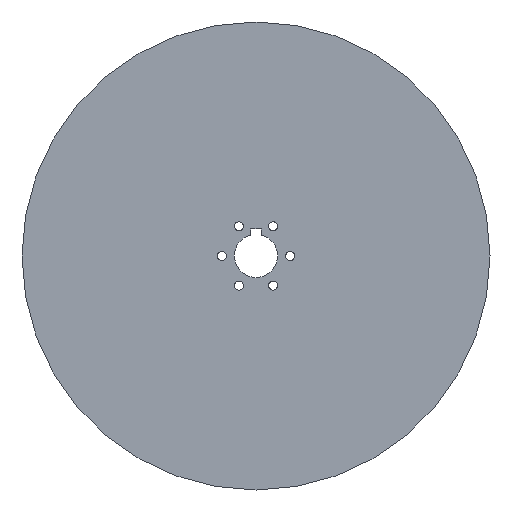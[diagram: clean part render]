
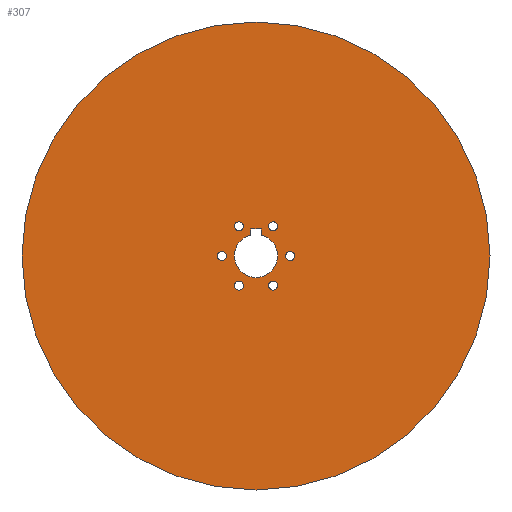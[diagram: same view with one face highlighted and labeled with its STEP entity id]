
A CAD part, left-side view. The second image highlights one B-rep face of the part: STEP entity #307.
In plain terms, the highlighted planar face has unit normal (-1, 0, 0).
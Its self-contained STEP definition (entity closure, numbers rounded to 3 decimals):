
#61=CARTESIAN_POINT('Vertex',(0.,130.,0.)) ;
#66=CARTESIAN_POINT('Axis2P3D Location',(0.,0.,0.)) ;
#70=CARTESIAN_POINT('Vertex',(0.,-130.,0.)) ;
#92=CARTESIAN_POINT('Axis2P3D Location',(0.,0.,0.)) ;
#120=CARTESIAN_POINT('Vertex',(0.,3.,15.)) ;
#134=CARTESIAN_POINT('Vertex',(0.,-3.,15.)) ;
#137=CARTESIAN_POINT('Line Origine',(0.,0.,15.)) ;
#149=CARTESIAN_POINT('Axis2P3D Location',(0.,0.,0.)) ;
#158=CARTESIAN_POINT('Line Origine',(0.,3.,13.309)) ;
#162=CARTESIAN_POINT('Vertex',(0.,3.,11.619)) ;
#165=CARTESIAN_POINT('Line Origine',(0.,-3.,13.309)) ;
#169=CARTESIAN_POINT('Vertex',(0.,-3.,11.619)) ;
#172=CARTESIAN_POINT('Axis2P3D Location',(0.,0.,0.)) ;
#176=CARTESIAN_POINT('Vertex',(0.,-12.,0.)) ;
#179=CARTESIAN_POINT('Axis2P3D Location',(0.,0.,0.)) ;
#183=CARTESIAN_POINT('Vertex',(0.,12.,0.)) ;
#186=CARTESIAN_POINT('Axis2P3D Location',(0.,0.,0.)) ;
#199=CARTESIAN_POINT('Axis2P3D Location',(0.,19.,0.)) ;
#203=CARTESIAN_POINT('Vertex',(0.,16.5,0.)) ;
#205=CARTESIAN_POINT('Vertex',(0.,21.5,0.)) ;
#208=CARTESIAN_POINT('Axis2P3D Location',(0.,19.,0.)) ;
#217=CARTESIAN_POINT('Axis2P3D Location',(0.,9.5,16.454)) ;
#221=CARTESIAN_POINT('Vertex',(0.,7.138,15.635)) ;
#223=CARTESIAN_POINT('Vertex',(0.,11.862,17.274)) ;
#226=CARTESIAN_POINT('Axis2P3D Location',(0.,9.5,16.454)) ;
#235=CARTESIAN_POINT('Axis2P3D Location',(0.,-9.5,16.454)) ;
#239=CARTESIAN_POINT('Vertex',(0.,-11.879,17.222)) ;
#241=CARTESIAN_POINT('Vertex',(0.,-7.121,15.687)) ;
#244=CARTESIAN_POINT('Axis2P3D Location',(0.,-9.5,16.454)) ;
#253=CARTESIAN_POINT('Axis2P3D Location',(0.,-19.,0.)) ;
#257=CARTESIAN_POINT('Vertex',(0.,-21.434,-0.572)) ;
#259=CARTESIAN_POINT('Vertex',(0.,-16.566,0.572)) ;
#262=CARTESIAN_POINT('Axis2P3D Location',(0.,-19.,0.)) ;
#271=CARTESIAN_POINT('Axis2P3D Location',(0.,-9.5,-16.454)) ;
#275=CARTESIAN_POINT('Vertex',(0.,-11.043,-18.421)) ;
#277=CARTESIAN_POINT('Vertex',(0.,-7.957,-14.488)) ;
#280=CARTESIAN_POINT('Axis2P3D Location',(0.,-9.5,-16.454)) ;
#289=CARTESIAN_POINT('Axis2P3D Location',(0.,9.5,-16.454)) ;
#293=CARTESIAN_POINT('Vertex',(0.,7.077,-17.072)) ;
#295=CARTESIAN_POINT('Vertex',(0.,11.923,-15.837)) ;
#298=CARTESIAN_POINT('Axis2P3D Location',(0.,9.5,-16.454)) ;
#67=DIRECTION('Axis2P3D Direction',(1.,0.,0.)) ;
#93=DIRECTION('Axis2P3D Direction',(1.,0.,0.)) ;
#138=DIRECTION('Vector Direction',(0.,1.,0.)) ;
#150=DIRECTION('Axis2P3D Direction',(1.,0.,0.)) ;
#151=DIRECTION('Axis2P3D XDirection',(0.,1.,0.)) ;
#159=DIRECTION('Vector Direction',(0.,0.,1.)) ;
#166=DIRECTION('Vector Direction',(0.,0.,-1.)) ;
#173=DIRECTION('Axis2P3D Direction',(1.,0.,0.)) ;
#180=DIRECTION('Axis2P3D Direction',(1.,0.,0.)) ;
#187=DIRECTION('Axis2P3D Direction',(1.,0.,0.)) ;
#200=DIRECTION('Axis2P3D Direction',(1.,0.,0.)) ;
#209=DIRECTION('Axis2P3D Direction',(1.,0.,0.)) ;
#218=DIRECTION('Axis2P3D Direction',(1.,0.,0.)) ;
#227=DIRECTION('Axis2P3D Direction',(1.,0.,0.)) ;
#236=DIRECTION('Axis2P3D Direction',(1.,0.,0.)) ;
#245=DIRECTION('Axis2P3D Direction',(1.,0.,0.)) ;
#254=DIRECTION('Axis2P3D Direction',(1.,0.,0.)) ;
#263=DIRECTION('Axis2P3D Direction',(1.,0.,0.)) ;
#272=DIRECTION('Axis2P3D Direction',(1.,0.,0.)) ;
#281=DIRECTION('Axis2P3D Direction',(1.,0.,0.)) ;
#290=DIRECTION('Axis2P3D Direction',(1.,0.,0.)) ;
#299=DIRECTION('Axis2P3D Direction',(1.,0.,0.)) ;
#68=AXIS2_PLACEMENT_3D('Circle Axis2P3D',#66,#67,$) ;
#94=AXIS2_PLACEMENT_3D('Circle Axis2P3D',#92,#93,$) ;
#152=AXIS2_PLACEMENT_3D('Plane Axis2P3D',#149,#150,#151) ;
#174=AXIS2_PLACEMENT_3D('Circle Axis2P3D',#172,#173,$) ;
#181=AXIS2_PLACEMENT_3D('Circle Axis2P3D',#179,#180,$) ;
#188=AXIS2_PLACEMENT_3D('Circle Axis2P3D',#186,#187,$) ;
#201=AXIS2_PLACEMENT_3D('Circle Axis2P3D',#199,#200,$) ;
#210=AXIS2_PLACEMENT_3D('Circle Axis2P3D',#208,#209,$) ;
#219=AXIS2_PLACEMENT_3D('Circle Axis2P3D',#217,#218,$) ;
#228=AXIS2_PLACEMENT_3D('Circle Axis2P3D',#226,#227,$) ;
#237=AXIS2_PLACEMENT_3D('Circle Axis2P3D',#235,#236,$) ;
#246=AXIS2_PLACEMENT_3D('Circle Axis2P3D',#244,#245,$) ;
#255=AXIS2_PLACEMENT_3D('Circle Axis2P3D',#253,#254,$) ;
#264=AXIS2_PLACEMENT_3D('Circle Axis2P3D',#262,#263,$) ;
#273=AXIS2_PLACEMENT_3D('Circle Axis2P3D',#271,#272,$) ;
#282=AXIS2_PLACEMENT_3D('Circle Axis2P3D',#280,#281,$) ;
#291=AXIS2_PLACEMENT_3D('Circle Axis2P3D',#289,#290,$) ;
#300=AXIS2_PLACEMENT_3D('Circle Axis2P3D',#298,#299,$) ;
#155=ORIENTED_EDGE('',*,*,#96,.F.) ;
#156=ORIENTED_EDGE('',*,*,#72,.F.) ;
#192=ORIENTED_EDGE('',*,*,#164,.T.) ;
#193=ORIENTED_EDGE('',*,*,#141,.T.) ;
#194=ORIENTED_EDGE('',*,*,#171,.T.) ;
#195=ORIENTED_EDGE('',*,*,#178,.T.) ;
#196=ORIENTED_EDGE('',*,*,#185,.T.) ;
#197=ORIENTED_EDGE('',*,*,#190,.T.) ;
#214=ORIENTED_EDGE('',*,*,#207,.T.) ;
#215=ORIENTED_EDGE('',*,*,#212,.T.) ;
#232=ORIENTED_EDGE('',*,*,#225,.T.) ;
#233=ORIENTED_EDGE('',*,*,#230,.T.) ;
#250=ORIENTED_EDGE('',*,*,#243,.T.) ;
#251=ORIENTED_EDGE('',*,*,#248,.T.) ;
#268=ORIENTED_EDGE('',*,*,#261,.T.) ;
#269=ORIENTED_EDGE('',*,*,#266,.T.) ;
#286=ORIENTED_EDGE('',*,*,#279,.T.) ;
#287=ORIENTED_EDGE('',*,*,#284,.T.) ;
#304=ORIENTED_EDGE('',*,*,#297,.T.) ;
#305=ORIENTED_EDGE('',*,*,#302,.T.) ;
#198=FACE_BOUND('',#191,.T.) ;
#216=FACE_BOUND('',#213,.T.) ;
#234=FACE_BOUND('',#231,.T.) ;
#252=FACE_BOUND('',#249,.T.) ;
#270=FACE_BOUND('',#267,.T.) ;
#288=FACE_BOUND('',#285,.T.) ;
#306=FACE_BOUND('',#303,.T.) ;
#139=VECTOR('Line Direction',#138,1.) ;
#160=VECTOR('Line Direction',#159,1.) ;
#167=VECTOR('Line Direction',#166,1.) ;
#307=ADVANCED_FACE('Corps principal',(#157,#198,#216,#234,#252,#270,#288,#306),#153,.F.) ;
#69=CIRCLE('generated circle',#68,130.) ;
#95=CIRCLE('generated circle',#94,130.) ;
#175=CIRCLE('generated circle',#174,12.) ;
#182=CIRCLE('generated circle',#181,12.) ;
#189=CIRCLE('generated circle',#188,12.) ;
#202=CIRCLE('generated circle',#201,2.5) ;
#211=CIRCLE('generated circle',#210,2.5) ;
#220=CIRCLE('generated circle',#219,2.5) ;
#229=CIRCLE('generated circle',#228,2.5) ;
#238=CIRCLE('generated circle',#237,2.5) ;
#247=CIRCLE('generated circle',#246,2.5) ;
#256=CIRCLE('generated circle',#255,2.5) ;
#265=CIRCLE('generated circle',#264,2.5) ;
#274=CIRCLE('generated circle',#273,2.5) ;
#283=CIRCLE('generated circle',#282,2.5) ;
#292=CIRCLE('generated circle',#291,2.5) ;
#301=CIRCLE('generated circle',#300,2.5) ;
#72=EDGE_CURVE('',#62,#71,#69,.T.) ;
#96=EDGE_CURVE('',#71,#62,#95,.T.) ;
#141=EDGE_CURVE('',#121,#135,#140,.F.) ;
#164=EDGE_CURVE('',#163,#121,#161,.T.) ;
#171=EDGE_CURVE('',#135,#170,#168,.T.) ;
#178=EDGE_CURVE('',#170,#177,#175,.T.) ;
#185=EDGE_CURVE('',#177,#184,#182,.T.) ;
#190=EDGE_CURVE('',#184,#163,#189,.T.) ;
#207=EDGE_CURVE('',#204,#206,#202,.T.) ;
#212=EDGE_CURVE('',#206,#204,#211,.T.) ;
#225=EDGE_CURVE('',#222,#224,#220,.T.) ;
#230=EDGE_CURVE('',#224,#222,#229,.T.) ;
#243=EDGE_CURVE('',#240,#242,#238,.T.) ;
#248=EDGE_CURVE('',#242,#240,#247,.T.) ;
#261=EDGE_CURVE('',#258,#260,#256,.T.) ;
#266=EDGE_CURVE('',#260,#258,#265,.T.) ;
#279=EDGE_CURVE('',#276,#278,#274,.T.) ;
#284=EDGE_CURVE('',#278,#276,#283,.T.) ;
#297=EDGE_CURVE('',#294,#296,#292,.T.) ;
#302=EDGE_CURVE('',#296,#294,#301,.T.) ;
#154=EDGE_LOOP('',(#155,#156)) ;
#191=EDGE_LOOP('',(#192,#193,#194,#195,#196,#197)) ;
#213=EDGE_LOOP('',(#214,#215)) ;
#231=EDGE_LOOP('',(#232,#233)) ;
#249=EDGE_LOOP('',(#250,#251)) ;
#267=EDGE_LOOP('',(#268,#269)) ;
#285=EDGE_LOOP('',(#286,#287)) ;
#303=EDGE_LOOP('',(#304,#305)) ;
#157=FACE_OUTER_BOUND('',#154,.T.) ;
#140=LINE('Line',#137,#139) ;
#161=LINE('Line',#158,#160) ;
#168=LINE('Line',#165,#167) ;
#153=PLANE('Plane',#152) ;
#62=VERTEX_POINT('',#61) ;
#71=VERTEX_POINT('',#70) ;
#121=VERTEX_POINT('',#120) ;
#135=VERTEX_POINT('',#134) ;
#163=VERTEX_POINT('',#162) ;
#170=VERTEX_POINT('',#169) ;
#177=VERTEX_POINT('',#176) ;
#184=VERTEX_POINT('',#183) ;
#204=VERTEX_POINT('',#203) ;
#206=VERTEX_POINT('',#205) ;
#222=VERTEX_POINT('',#221) ;
#224=VERTEX_POINT('',#223) ;
#240=VERTEX_POINT('',#239) ;
#242=VERTEX_POINT('',#241) ;
#258=VERTEX_POINT('',#257) ;
#260=VERTEX_POINT('',#259) ;
#276=VERTEX_POINT('',#275) ;
#278=VERTEX_POINT('',#277) ;
#294=VERTEX_POINT('',#293) ;
#296=VERTEX_POINT('',#295) ;
